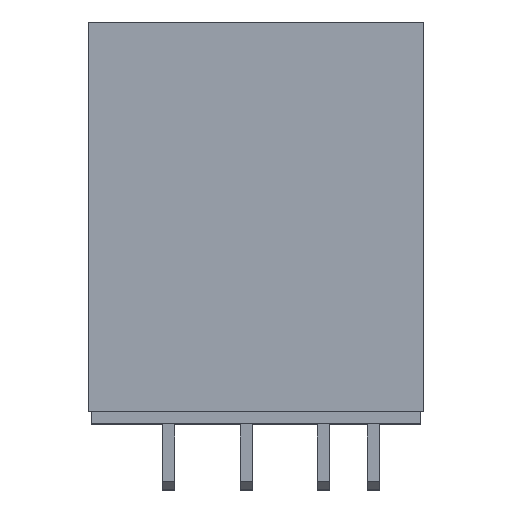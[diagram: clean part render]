
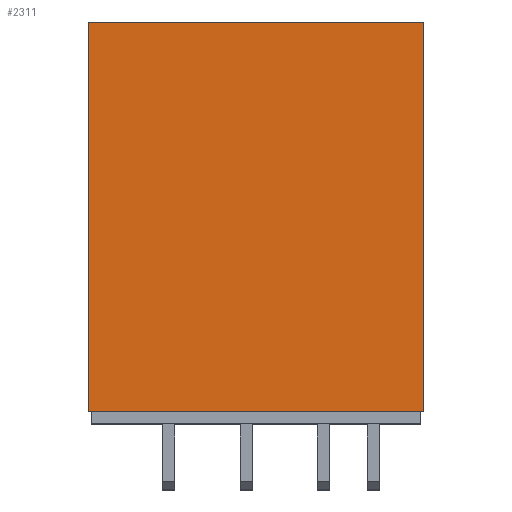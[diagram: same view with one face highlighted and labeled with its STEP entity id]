
A CAD part, top view. The second image highlights one B-rep face of the part: STEP entity #2311.
In plain terms, the highlighted planar face has unit normal (0, 0, 1).
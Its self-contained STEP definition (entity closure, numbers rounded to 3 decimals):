
#2195=CARTESIAN_POINT('',(-30.415,1.0,14.503));
#2196=VERTEX_POINT('',#2195);
#2203=CARTESIAN_POINT('',(-30.415,32.9,14.503));
#2204=VERTEX_POINT('',#2203);
#2205=CARTESIAN_POINT('',(-30.415,1.0,14.503));
#2206=DIRECTION('',(0.0,1.0,0.0));
#2207=VECTOR('',#2206,31.9);
#2208=LINE('',#2205,#2207);
#2209=EDGE_CURVE('',#2196,#2204,#2208,.T.);
#2264=CARTESIAN_POINT('',(-2.915,1.0,14.503));
#2265=VERTEX_POINT('',#2264);
#2273=CARTESIAN_POINT('',(-2.915,32.9,14.503));
#2274=VERTEX_POINT('',#2273);
#2281=CARTESIAN_POINT('',(-2.915,1.0,14.503));
#2282=DIRECTION('',(0.0,1.0,0.0));
#2283=VECTOR('',#2282,31.9);
#2284=LINE('',#2281,#2283);
#2285=EDGE_CURVE('',#2265,#2274,#2284,.T.);
#2290=CARTESIAN_POINT('',(-30.415,1.0,14.503));
#2291=DIRECTION('',(0.0,0.0,1.0));
#2292=DIRECTION('',(1.0,0.0,0.0));
#2293=AXIS2_PLACEMENT_3D('',#2290,#2291,#2292);
#2294=PLANE('',#2293);
#2295=CARTESIAN_POINT('',(-30.415,1.0,14.503));
#2296=DIRECTION('',(1.0,0.0,0.0));
#2297=VECTOR('',#2296,27.5);
#2298=LINE('',#2295,#2297);
#2299=EDGE_CURVE('',#2196,#2265,#2298,.T.);
#2300=ORIENTED_EDGE('',*,*,#2299,.T.);
#2301=ORIENTED_EDGE('',*,*,#2285,.T.);
#2302=CARTESIAN_POINT('',(-30.415,32.9,14.503));
#2303=DIRECTION('',(1.0,0.0,0.0));
#2304=VECTOR('',#2303,27.5);
#2305=LINE('',#2302,#2304);
#2306=EDGE_CURVE('',#2204,#2274,#2305,.T.);
#2307=ORIENTED_EDGE('',*,*,#2306,.F.);
#2308=ORIENTED_EDGE('',*,*,#2209,.F.);
#2309=EDGE_LOOP('',(#2300,#2301,#2307,#2308));
#2310=FACE_OUTER_BOUND('',#2309,.T.);
#2311=ADVANCED_FACE('',(#2310),#2294,.T.);
